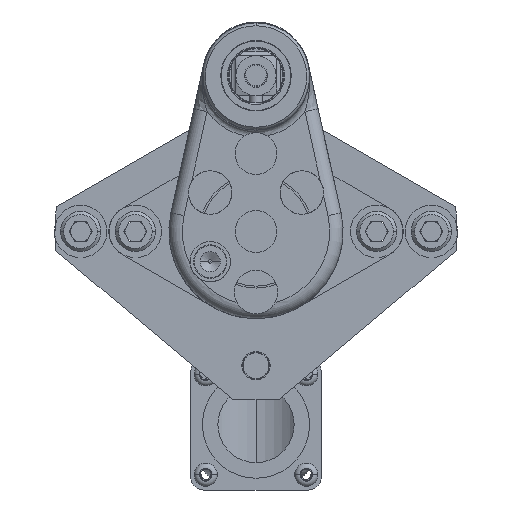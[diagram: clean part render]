
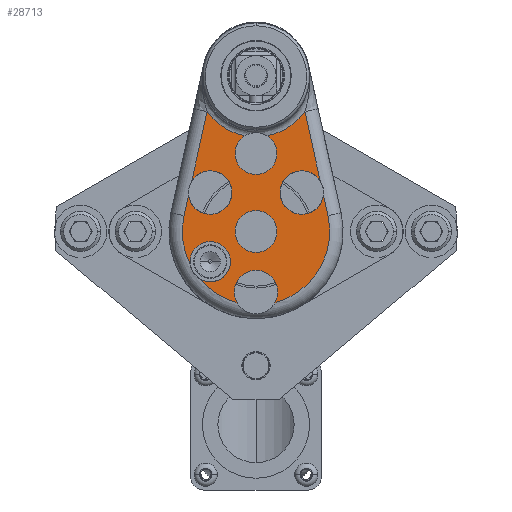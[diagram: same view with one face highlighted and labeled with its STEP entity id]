
A CAD part, left-side view. The second image highlights one B-rep face of the part: STEP entity #28713.
In plain terms, the highlighted planar face has unit normal (-1, 0, 0).
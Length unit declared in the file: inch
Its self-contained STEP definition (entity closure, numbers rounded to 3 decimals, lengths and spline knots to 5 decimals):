
#28141=CARTESIAN_POINT('',(-11.185,0.005,0.));
#28142=DIRECTION('',(-1.,0.,0.));
#28143=DIRECTION('',(0.,-1.,0.));
#28144=AXIS2_PLACEMENT_3D('',#28141,#28142,#28143);
#28146=CARTESIAN_POINT('',(-11.185,0.005,0.));
#28147=DIRECTION('',(-1.,0.,0.));
#28148=DIRECTION('',(0.,1.,0.));
#28149=AXIS2_PLACEMENT_3D('',#28146,#28147,#28148);
#28151=CARTESIAN_POINT('',(-11.185,0.005,-0.564));
#28152=DIRECTION('',(-1.,0.,0.));
#28153=DIRECTION('',(0.,1.,0.));
#28154=AXIS2_PLACEMENT_3D('',#28151,#28152,#28153);
#28156=CARTESIAN_POINT('',(-11.185,0.432,-0.281));
#28157=DIRECTION('',(-1.,0.,0.));
#28158=DIRECTION('',(0.,0.544,-0.839));
#28159=AXIS2_PLACEMENT_3D('',#28156,#28157,#28158);
#28161=CARTESIAN_POINT('',(-11.185,0.432,-0.281));
#28162=DIRECTION('',(-1.,0.,0.));
#28163=DIRECTION('',(0.,-1.,0.));
#28164=AXIS2_PLACEMENT_3D('',#28161,#28162,#28163);
#28166=CARTESIAN_POINT('',(-11.185,0.432,-0.281));
#28167=DIRECTION('',(-1.,0.,0.));
#28168=DIRECTION('',(0.,1.,0.));
#28169=AXIS2_PLACEMENT_3D('',#28166,#28167,#28168);
#28171=CARTESIAN_POINT('',(-11.185,0.432,0.363));
#28172=DIRECTION('',(-1.,0.,0.));
#28173=DIRECTION('',(0.,0.993,-0.117));
#28174=AXIS2_PLACEMENT_3D('',#28171,#28172,#28173);
#28176=CARTESIAN_POINT('',(-11.185,0.432,0.363));
#28177=DIRECTION('',(-1.,0.,0.));
#28178=DIRECTION('',(0.,-1.,0.));
#28179=AXIS2_PLACEMENT_3D('',#28176,#28177,#28178);
#28181=CARTESIAN_POINT('',(-11.185,0.005,0.726));
#28182=DIRECTION('',(-1.,0.,0.));
#28183=DIRECTION('',(0.,0.522,0.853));
#28184=AXIS2_PLACEMENT_3D('',#28181,#28182,#28183);
#28186=CARTESIAN_POINT('',(-11.185,0.005,0.726));
#28187=DIRECTION('',(-1.,0.,0.));
#28188=DIRECTION('',(0.,1.,0.));
#28189=AXIS2_PLACEMENT_3D('',#28186,#28187,#28188);
#28191=CARTESIAN_POINT('',(-11.185,0.005,0.726));
#28192=DIRECTION('',(-1.,0.,0.));
#28193=DIRECTION('',(0.,-1.,0.));
#28194=AXIS2_PLACEMENT_3D('',#28191,#28192,#28193);
#28196=CARTESIAN_POINT('',(-11.185,-0.422,0.363));
#28197=DIRECTION('',(-1.,0.,0.));
#28198=DIRECTION('',(0.,-0.851,0.525));
#28199=AXIS2_PLACEMENT_3D('',#28196,#28197,#28198);
#28201=CARTESIAN_POINT('',(-11.185,-0.422,0.363));
#28202=DIRECTION('',(-1.,0.,0.));
#28203=DIRECTION('',(0.,1.,0.));
#28204=AXIS2_PLACEMENT_3D('',#28201,#28202,#28203);
#28206=CARTESIAN_POINT('',(-11.185,0.005,-0.564));
#28207=DIRECTION('',(-1.,0.,0.));
#28208=DIRECTION('',(0.,-0.871,-0.492));
#28209=AXIS2_PLACEMENT_3D('',#28206,#28207,#28208);
#28211=CARTESIAN_POINT('',(-11.185,0.005,-0.564));
#28212=DIRECTION('',(-1.,0.,0.));
#28213=DIRECTION('',(0.,-1.,0.));
#28214=AXIS2_PLACEMENT_3D('',#28211,#28212,#28213);
#28267=CARTESIAN_POINT('',(-11.185,0.005,1.445));
#28268=DIRECTION('',(1.,0.,0.));
#28269=DIRECTION('',(0.,-0.812,-0.583));
#28270=AXIS2_PLACEMENT_3D('',#28267,#28268,#28269);
#28284=CARTESIAN_POINT('',(-11.185,0.005,1.445));
#28285=DIRECTION('',(1.,0.,0.));
#28286=DIRECTION('',(0.,0.181,-0.983));
#28287=AXIS2_PLACEMENT_3D('',#28284,#28285,#28286);
#28314=CARTESIAN_POINT('',(-11.185,-0.45154,
1.11725));
#28341=DIRECTION('',(0.,0.216,0.976));
#28342=VECTOR('',#28341,0.66328);
#28343=CARTESIAN_POINT('',(-11.185,-0.59475,0.46961));
#28344=LINE('',#28343,#28342);
#28354=DIRECTION('',(0.,0.216,0.976));
#28355=VECTOR('',#28354,0.19544);
#28356=CARTESIAN_POINT('',(-11.185,-0.66579,0.14833));
#28357=LINE('',#28356,#28355);
#28373=CARTESIAN_POINT('',(-11.185,0.005,0.));
#28374=DIRECTION('',(-1.,0.,0.));
#28375=DIRECTION('',(0.,-0.257,-0.966));
#28376=AXIS2_PLACEMENT_3D('',#28373,#28374,#28375);
#28388=CARTESIAN_POINT('',(-11.185,0.005,0.));
#28389=DIRECTION('',(-1.,0.,0.));
#28390=DIRECTION('',(0.,0.976,0.216));
#28391=AXIS2_PLACEMENT_3D('',#28388,#28389,#28390);
#28402=CARTESIAN_POINT('',(-11.185,0.005,0.));
#28403=DIRECTION('',(-1.,0.,0.));
#28404=DIRECTION('',(0.,0.77,-0.638));
#28405=AXIS2_PLACEMENT_3D('',#28402,#28403,#28404);
#28413=DIRECTION('',(0.,0.216,-0.976));
#28414=VECTOR('',#28413,0.19544);
#28415=CARTESIAN_POINT('',(-11.185,0.6336,0.33917));
#28416=LINE('',#28415,#28414);
#28426=DIRECTION('',(0.,0.216,-0.976));
#28427=VECTOR('',#28426,0.66328);
#28428=CARTESIAN_POINT('',(-11.185,0.46154,
1.11725));
#28429=LINE('',#28428,#28427);
#28449=CARTESIAN_POINT('',(-11.185,0.46154,
1.11725));
#28563=VERTEX_POINT('',#28314);
#28571=VERTEX_POINT('',#28449);
#28574=CARTESIAN_POINT('',(-11.185,-0.66579,0.14833));
#28575=VERTEX_POINT('',#28574);
#28576=CARTESIAN_POINT('',(-11.185,0.67579,0.14833));
#28577=VERTEX_POINT('',#28576);
#28598=CARTESIAN_POINT('',(-11.185,0.2,0.726));
#28599=CARTESIAN_POINT('',(-11.185,0.10683,0.8923));
#28600=VERTEX_POINT('',#28598);
#28601=VERTEX_POINT('',#28599);
#28602=CARTESIAN_POINT('',(-11.185,-0.09683,0.8923));
#28603=CARTESIAN_POINT('',(-11.185,-0.19,0.726));
#28604=VERTEX_POINT('',#28602);
#28605=VERTEX_POINT('',#28603);
#28614=CARTESIAN_POINT('',(-11.185,0.6195,-0.281));
#28615=CARTESIAN_POINT('',(-11.185,0.2445,-0.281));
#28616=VERTEX_POINT('',#28614);
#28617=VERTEX_POINT('',#28615);
#28618=CARTESIAN_POINT('',(-11.185,0.53399,-0.43833));
#28619=VERTEX_POINT('',#28618);
#28620=CARTESIAN_POINT('',(-11.185,0.61685,-0.31243));
#28621=VERTEX_POINT('',#28620);
#28622=CARTESIAN_POINT('',(-11.185,0.2,0.));
#28623=CARTESIAN_POINT('',(-11.185,-0.19,0.));
#28624=VERTEX_POINT('',#28622);
#28625=VERTEX_POINT('',#28623);
#28634=CARTESIAN_POINT('',(-11.185,0.208,-0.564));
#28635=CARTESIAN_POINT('',(-11.185,0.18173,-0.66388));
#28636=VERTEX_POINT('',#28634);
#28637=VERTEX_POINT('',#28635);
#28638=CARTESIAN_POINT('',(-11.185,-0.17173,-0.66388));
#28639=CARTESIAN_POINT('',(-11.185,-0.198,-0.564));
#28640=VERTEX_POINT('',#28638);
#28641=VERTEX_POINT('',#28639);
#28642=CARTESIAN_POINT('',(-11.185,-0.219,0.363));
#28643=CARTESIAN_POINT('',(-11.185,-0.6236,0.33917));
#28644=VERTEX_POINT('',#28642);
#28645=VERTEX_POINT('',#28643);
#28646=CARTESIAN_POINT('',(-11.185,-0.59475,0.46961));
#28647=VERTEX_POINT('',#28646);
#28648=CARTESIAN_POINT('',(-11.185,0.6336,0.33917));
#28649=CARTESIAN_POINT('',(-11.185,0.229,0.363));
#28650=VERTEX_POINT('',#28648);
#28651=VERTEX_POINT('',#28649);
#28652=CARTESIAN_POINT('',(-11.185,0.60475,0.46961));
#28653=VERTEX_POINT('',#28652);
#28656=CARTESIAN_POINT('',(-11.185,0.005,0.));
#28657=DIRECTION('',(-1.,0.,0.));
#28658=DIRECTION('',(0.,1.,0.));
#28659=AXIS2_PLACEMENT_3D('',#28656,#28657,#28658);
#28660=PLANE('',#28659);
#28662=ORIENTED_EDGE('',*,*,#28661,.T.);
#28664=ORIENTED_EDGE('',*,*,#28663,.F.);
#28666=ORIENTED_EDGE('',*,*,#28665,.T.);
#28668=ORIENTED_EDGE('',*,*,#28667,.T.);
#28670=ORIENTED_EDGE('',*,*,#28669,.T.);
#28672=ORIENTED_EDGE('',*,*,#28671,.F.);
#28674=ORIENTED_EDGE('',*,*,#28673,.F.);
#28676=ORIENTED_EDGE('',*,*,#28675,.T.);
#28678=ORIENTED_EDGE('',*,*,#28677,.T.);
#28680=ORIENTED_EDGE('',*,*,#28679,.F.);
#28682=ORIENTED_EDGE('',*,*,#28681,.F.);
#28684=ORIENTED_EDGE('',*,*,#28683,.T.);
#28686=ORIENTED_EDGE('',*,*,#28685,.T.);
#28688=ORIENTED_EDGE('',*,*,#28687,.T.);
#28690=ORIENTED_EDGE('',*,*,#28689,.F.);
#28692=ORIENTED_EDGE('',*,*,#28691,.F.);
#28694=ORIENTED_EDGE('',*,*,#28693,.T.);
#28696=ORIENTED_EDGE('',*,*,#28695,.T.);
#28698=ORIENTED_EDGE('',*,*,#28697,.F.);
#28700=ORIENTED_EDGE('',*,*,#28699,.F.);
#28702=ORIENTED_EDGE('',*,*,#28701,.T.);
#28704=ORIENTED_EDGE('',*,*,#28703,.T.);
#28705=EDGE_LOOP('',(#28662,#28664,#28666,#28668,#28670,#28672,#28674,#28676,
#28678,#28680,#28682,#28684,#28686,#28688,#28690,#28692,#28694,#28696,#28698,
#28700,#28702,#28704));
#28706=FACE_OUTER_BOUND('',#28705,.F.);
#28708=ORIENTED_EDGE('',*,*,#28707,.T.);
#28710=ORIENTED_EDGE('',*,*,#28709,.T.);
#28711=EDGE_LOOP('',(#28708,#28710));
#28712=FACE_BOUND('',#28711,.F.);
#28713=ADVANCED_FACE('',(#28706,#28712),#28660,.T.);
#28145=CIRCLE('',#28144,0.195);
#28150=CIRCLE('',#28149,0.195);
#28155=CIRCLE('',#28154,0.203);
#28160=CIRCLE('',#28159,0.1875);
#28165=CIRCLE('',#28164,0.1875);
#28170=CIRCLE('',#28169,0.1875);
#28175=CIRCLE('',#28174,0.203);
#28180=CIRCLE('',#28179,0.203);
#28185=CIRCLE('',#28184,0.195);
#28190=CIRCLE('',#28189,0.195);
#28195=CIRCLE('',#28194,0.195);
#28200=CIRCLE('',#28199,0.203);
#28205=CIRCLE('',#28204,0.203);
#28210=CIRCLE('',#28209,0.203);
#28215=CIRCLE('',#28214,0.203);
#28271=CIRCLE('',#28270,0.562);
#28288=CIRCLE('',#28287,0.562);
#28377=CIRCLE('',#28376,0.687);
#28392=CIRCLE('',#28391,0.687);
#28406=CIRCLE('',#28405,0.687);
#28661=EDGE_CURVE('',#28636,#28637,#28155,.T.);
#28663=EDGE_CURVE('',#28619,#28637,#28406,.T.);
#28665=EDGE_CURVE('',#28619,#28617,#28160,.T.);
#28667=EDGE_CURVE('',#28617,#28616,#28165,.T.);
#28669=EDGE_CURVE('',#28616,#28621,#28170,.T.);
#28671=EDGE_CURVE('',#28577,#28621,#28392,.T.);
#28673=EDGE_CURVE('',#28650,#28577,#28416,.T.);
#28675=EDGE_CURVE('',#28650,#28651,#28175,.T.);
#28677=EDGE_CURVE('',#28651,#28653,#28180,.T.);
#28679=EDGE_CURVE('',#28571,#28653,#28429,.T.);
#28681=EDGE_CURVE('',#28601,#28571,#28288,.T.);
#28683=EDGE_CURVE('',#28601,#28600,#28185,.T.);
#28685=EDGE_CURVE('',#28600,#28605,#28190,.T.);
#28687=EDGE_CURVE('',#28605,#28604,#28195,.T.);
#28689=EDGE_CURVE('',#28563,#28604,#28271,.T.);
#28691=EDGE_CURVE('',#28647,#28563,#28344,.T.);
#28693=EDGE_CURVE('',#28647,#28644,#28200,.T.);
#28695=EDGE_CURVE('',#28644,#28645,#28205,.T.);
#28697=EDGE_CURVE('',#28575,#28645,#28357,.T.);
#28699=EDGE_CURVE('',#28640,#28575,#28377,.T.);
#28701=EDGE_CURVE('',#28640,#28641,#28210,.T.);
#28703=EDGE_CURVE('',#28641,#28636,#28215,.T.);
#28707=EDGE_CURVE('',#28625,#28624,#28145,.T.);
#28709=EDGE_CURVE('',#28624,#28625,#28150,.T.);
